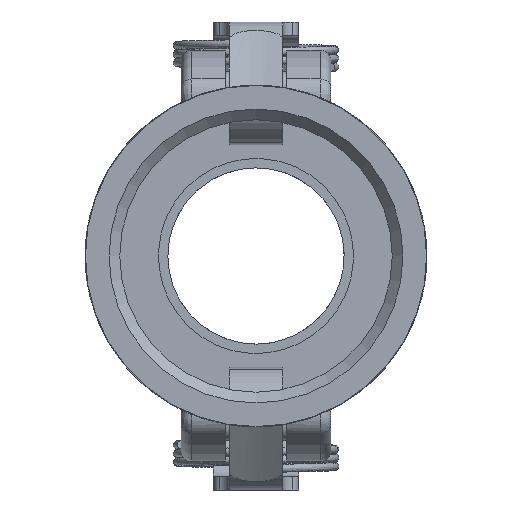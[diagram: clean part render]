
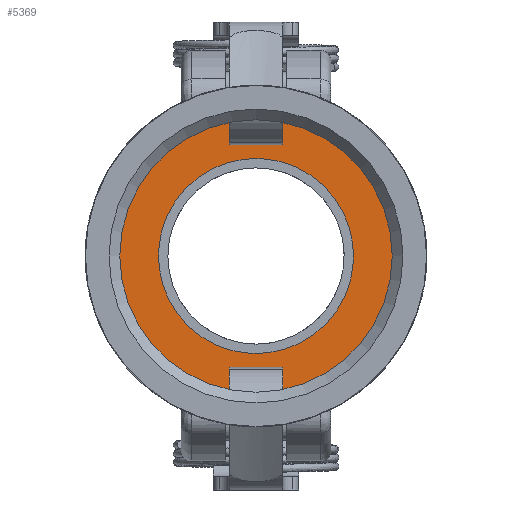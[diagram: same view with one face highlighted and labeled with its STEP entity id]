
A CAD part, left-side view. The second image highlights one B-rep face of the part: STEP entity #5369.
In plain terms, the highlighted planar face has unit normal (-1, 0, 0).
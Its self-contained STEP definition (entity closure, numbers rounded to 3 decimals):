
#172=FACE_BOUND('',#1598,.T.);
#1061=PLANE('',#5886);
#1288=FACE_OUTER_BOUND('',#1597,.T.);
#1597=EDGE_LOOP('',(#4384));
#1598=EDGE_LOOP('',(#4385));
#1888=CIRCLE('',#5883,18.25);
#1889=CIRCLE('',#5885,26.75);
#2388=VERTEX_POINT('',#9686);
#2389=VERTEX_POINT('',#9690);
#3079=EDGE_CURVE('',#2388,#2388,#1888,.T.);
#3080=EDGE_CURVE('',#2389,#2389,#1889,.T.);
#4384=ORIENTED_EDGE('',*,*,#3080,.F.);
#4385=ORIENTED_EDGE('',*,*,#3079,.T.);
#5369=ADVANCED_FACE('',(#1288,#172),#1061,.F.);
#5883=AXIS2_PLACEMENT_3D('',#9688,#7110,#7111);
#5885=AXIS2_PLACEMENT_3D('',#9691,#7114,#7115);
#5886=AXIS2_PLACEMENT_3D('',#9693,#7117,#7118);
#7110=DIRECTION('center_axis',(1.,0.,0.));
#7111=DIRECTION('ref_axis',(0.,-0.723,-0.69));
#7114=DIRECTION('center_axis',(1.,0.,0.));
#7115=DIRECTION('ref_axis',(0.,-0.723,-0.69));
#7117=DIRECTION('center_axis',(1.,0.,0.));
#7118=DIRECTION('ref_axis',(0.,0.69,-0.723));
#9686=CARTESIAN_POINT('',(-20.777,13.203,12.599));
#9688=CARTESIAN_POINT('Origin',(-20.777,0.,
0.));
#9690=CARTESIAN_POINT('',(-20.777,19.353,18.467));
#9691=CARTESIAN_POINT('Origin',(-20.777,0.,
0.));
#9693=CARTESIAN_POINT('Origin',(-20.777,0.,
0.));
